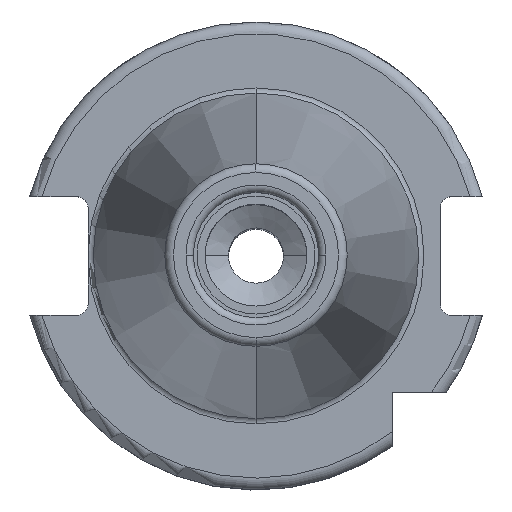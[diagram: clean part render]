
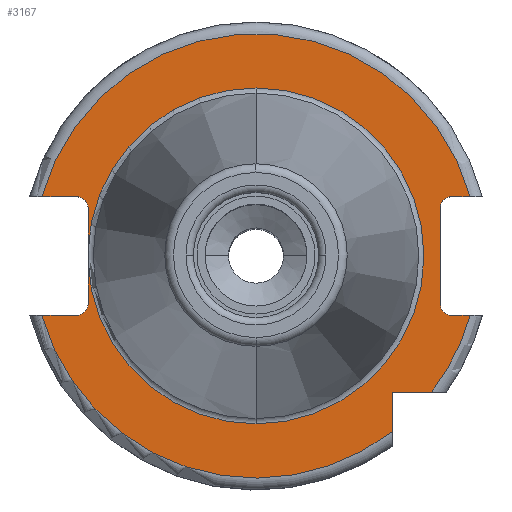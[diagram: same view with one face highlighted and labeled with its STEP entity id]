
A CAD part, top view. The second image highlights one B-rep face of the part: STEP entity #3167.
In plain terms, the highlighted face is planar.
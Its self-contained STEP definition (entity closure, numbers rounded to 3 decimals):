
#446=CARTESIAN_POINT('',(0.,0.,3.2));
#447=DIRECTION('',(0.,0.,1.));
#448=DIRECTION('',(0.,1.,0.));
#449=AXIS2_PLACEMENT_3D('',#446,#447,#448);
#454=CARTESIAN_POINT('',(22.8,0.615,3.2));
#458=CARTESIAN_POINT('',(22.8,-0.615,3.2));
#463=CARTESIAN_POINT('',(0.,0.,3.2));
#464=DIRECTION('',(0.,0.,-1.));
#465=DIRECTION('',(0.,1.,0.));
#466=AXIS2_PLACEMENT_3D('',#463,#464,#465);
#487=CARTESIAN_POINT('',(0.,0.,3.2));
#488=DIRECTION('',(0.,0.,-1.));
#489=DIRECTION('',(1.,-0.027,0.));
#490=AXIS2_PLACEMENT_3D('',#487,#488,#489);
#878=CARTESIAN_POINT('',(24.4,-6.45,3.2));
#879=DIRECTION('',(0.,0.,1.));
#880=DIRECTION('',(-1.,0.,0.));
#881=AXIS2_PLACEMENT_3D('',#878,#879,#880);
#901=DIRECTION('',(0.,1.,0.));
#902=VECTOR('',#901,12.9);
#903=CARTESIAN_POINT('',(-25.,-6.45,3.2));
#904=LINE('',#903,#902);
#908=DIRECTION('',(1.,0.,0.));
#909=VECTOR('',#908,2.481);
#910=CARTESIAN_POINT('',(-29.081,-8.05,3.2));
#911=LINE('',#910,#909);
#915=DIRECTION('',(-1.,0.,0.));
#916=VECTOR('',#915,5.339);
#917=CARTESIAN_POINT('',(-18.5,-18.5,3.2));
#918=LINE('',#917,#916);
#922=DIRECTION('',(0.,1.,0.));
#923=VECTOR('',#922,5.339);
#924=CARTESIAN_POINT('',(-18.5,-23.839,3.2));
#925=LINE('',#924,#923);
#929=DIRECTION('',(-1.,0.,0.));
#930=VECTOR('',#929,4.681);
#931=CARTESIAN_POINT('',(29.081,-8.05,3.2));
#932=LINE('',#931,#930);
#936=DIRECTION('',(0.,1.,0.));
#937=VECTOR('',#936,5.835);
#938=CARTESIAN_POINT('',(22.8,-6.45,3.2));
#939=LINE('',#938,#937);
#943=DIRECTION('',(0.,1.,0.));
#944=VECTOR('',#943,5.835);
#945=CARTESIAN_POINT('',(22.8,0.615,3.2));
#946=LINE('',#945,#944);
#950=DIRECTION('',(-1.,0.,0.));
#951=VECTOR('',#950,4.681);
#952=CARTESIAN_POINT('',(29.081,8.05,3.2));
#953=LINE('',#952,#951);
#957=DIRECTION('',(1.,0.,0.));
#958=VECTOR('',#957,2.481);
#959=CARTESIAN_POINT('',(-29.081,8.05,3.2));
#960=LINE('',#959,#958);
#971=CARTESIAN_POINT('',(-26.6,6.45,3.2));
#972=DIRECTION('',(0.,0.,1.));
#973=DIRECTION('',(1.,0.,0.));
#974=AXIS2_PLACEMENT_3D('',#971,#972,#973);
#1035=CARTESIAN_POINT('',(-29.081,8.05,3.2));
#1047=CARTESIAN_POINT('',(0.,0.,3.2));
#1048=DIRECTION('',(0.,0.,-1.));
#1049=DIRECTION('',(-0.964,0.267,0.));
#1050=AXIS2_PLACEMENT_3D('',#1047,#1048,#1049);
#1062=CARTESIAN_POINT('',(29.081,8.05,3.2));
#1095=CARTESIAN_POINT('',(29.081,-8.05,3.2));
#1107=CARTESIAN_POINT('',(0.,0.,3.2));
#1108=DIRECTION('',(0.,0.,-1.));
#1109=DIRECTION('',(0.964,-0.267,0.));
#1110=AXIS2_PLACEMENT_3D('',#1107,#1108,#1109);
#1127=CARTESIAN_POINT('',(0.,0.,3.2));
#1128=DIRECTION('',(0.,0.,-1.));
#1129=DIRECTION('',(-0.79,-0.613,0.));
#1130=AXIS2_PLACEMENT_3D('',#1127,#1128,#1129);
#1142=CARTESIAN_POINT('',(-29.081,-8.05,3.2));
#1218=CARTESIAN_POINT('',(24.4,6.45,3.2));
#1219=DIRECTION('',(0.,0.,1.));
#1220=DIRECTION('',(0.,1.,0.));
#1221=AXIS2_PLACEMENT_3D('',#1218,#1219,#1220);
#1951=CARTESIAN_POINT('',(-26.6,-6.45,3.2));
#1952=DIRECTION('',(0.,0.,1.));
#1953=DIRECTION('',(0.,-1.,0.));
#1954=AXIS2_PLACEMENT_3D('',#1951,#1952,#1953);
#2071=CARTESIAN_POINT('',(0.,22.808,3.2));
#2073=VERTEX_POINT('',#2071);
#2077=CARTESIAN_POINT('',(0.,-22.808,3.2));
#2079=VERTEX_POINT('',#2077);
#2105=VERTEX_POINT('',#1095);
#2106=VERTEX_POINT('',#1062);
#2107=VERTEX_POINT('',#454);
#2108=VERTEX_POINT('',#458);
#2151=VERTEX_POINT('',#1035);
#2152=VERTEX_POINT('',#1142);
#2177=CARTESIAN_POINT('',(-18.5,-23.839,3.2));
#2178=CARTESIAN_POINT('',(-18.5,-18.5,3.2));
#2179=VERTEX_POINT('',#2177);
#2180=VERTEX_POINT('',#2178);
#2181=CARTESIAN_POINT('',(-23.839,-18.5,3.2));
#2182=VERTEX_POINT('',#2181);
#2229=CARTESIAN_POINT('',(-25.,6.45,3.2));
#2231=VERTEX_POINT('',#2229);
#2233=CARTESIAN_POINT('',(-26.6,8.05,3.2));
#2235=VERTEX_POINT('',#2233);
#2238=CARTESIAN_POINT('',(-25.,-6.45,3.2));
#2240=VERTEX_POINT('',#2238);
#2242=CARTESIAN_POINT('',(-26.6,-8.05,3.2));
#2244=VERTEX_POINT('',#2242);
#2246=CARTESIAN_POINT('',(22.8,6.45,3.2));
#2248=VERTEX_POINT('',#2246);
#2250=CARTESIAN_POINT('',(24.4,8.05,3.2));
#2252=VERTEX_POINT('',#2250);
#2253=CARTESIAN_POINT('',(22.8,-6.45,3.2));
#2255=VERTEX_POINT('',#2253);
#2257=CARTESIAN_POINT('',(24.4,-8.05,3.2));
#2259=VERTEX_POINT('',#2257);
#3128=CARTESIAN_POINT('',(0.,0.,3.2));
#3129=DIRECTION('',(0.,0.,-1.));
#3130=DIRECTION('',(0.,-1.,0.));
#3131=AXIS2_PLACEMENT_3D('',#3128,#3129,#3130);
#3132=PLANE('',#3131);
#3134=ORIENTED_EDGE('',*,*,#3133,.F.);
#3136=ORIENTED_EDGE('',*,*,#3135,.F.);
#3138=ORIENTED_EDGE('',*,*,#3137,.F.);
#3140=ORIENTED_EDGE('',*,*,#3139,.F.);
#3142=ORIENTED_EDGE('',*,*,#3141,.F.);
#3144=ORIENTED_EDGE('',*,*,#3143,.F.);
#3146=ORIENTED_EDGE('',*,*,#3145,.F.);
#3148=ORIENTED_EDGE('',*,*,#3147,.T.);
#3149=ORIENTED_EDGE('',*,*,#3120,.F.);
#3150=ORIENTED_EDGE('',*,*,#2795,.T.);
#3151=ORIENTED_EDGE('',*,*,#2774,.T.);
#3152=ORIENTED_EDGE('',*,*,#2754,.F.);
#3153=ORIENTED_EDGE('',*,*,#2769,.T.);
#3154=ORIENTED_EDGE('',*,*,#2792,.T.);
#3156=ORIENTED_EDGE('',*,*,#3155,.F.);
#3158=ORIENTED_EDGE('',*,*,#3157,.F.);
#3160=ORIENTED_EDGE('',*,*,#3159,.F.);
#3162=ORIENTED_EDGE('',*,*,#3161,.T.);
#3164=ORIENTED_EDGE('',*,*,#3163,.F.);
#3165=EDGE_LOOP('',(#3134,#3136,#3138,#3140,#3142,#3144,#3146,#3148,#3149,#3150,
#3151,#3152,#3153,#3154,#3156,#3158,#3160,#3162,#3164));
#3166=FACE_OUTER_BOUND('',#3165,.F.);
#3167=ADVANCED_FACE('',(#3166),#3132,.T.);
#450=CIRCLE('',#449,22.808);
#467=CIRCLE('',#466,22.808);
#491=CIRCLE('',#490,22.808);
#882=CIRCLE('',#881,1.6);
#975=CIRCLE('',#974,1.6);
#1051=CIRCLE('',#1050,30.175);
#1111=CIRCLE('',#1110,30.175);
#1131=CIRCLE('',#1130,30.175);
#1222=CIRCLE('',#1221,1.6);
#1955=CIRCLE('',#1954,1.6);
#2754=EDGE_CURVE('',#2073,#2079,#450,.T.);
#2769=EDGE_CURVE('',#2073,#2107,#467,.T.);
#2774=EDGE_CURVE('',#2108,#2079,#491,.T.);
#2792=EDGE_CURVE('',#2107,#2248,#946,.T.);
#2795=EDGE_CURVE('',#2255,#2108,#939,.T.);
#3120=EDGE_CURVE('',#2255,#2259,#882,.T.);
#3133=EDGE_CURVE('',#2240,#2231,#904,.T.);
#3135=EDGE_CURVE('',#2244,#2240,#1955,.T.);
#3137=EDGE_CURVE('',#2152,#2244,#911,.T.);
#3139=EDGE_CURVE('',#2182,#2152,#1131,.T.);
#3141=EDGE_CURVE('',#2180,#2182,#918,.T.);
#3143=EDGE_CURVE('',#2179,#2180,#925,.T.);
#3145=EDGE_CURVE('',#2105,#2179,#1111,.T.);
#3147=EDGE_CURVE('',#2105,#2259,#932,.T.);
#3155=EDGE_CURVE('',#2252,#2248,#1222,.T.);
#3157=EDGE_CURVE('',#2106,#2252,#953,.T.);
#3159=EDGE_CURVE('',#2151,#2106,#1051,.T.);
#3161=EDGE_CURVE('',#2151,#2235,#960,.T.);
#3163=EDGE_CURVE('',#2231,#2235,#975,.T.);
